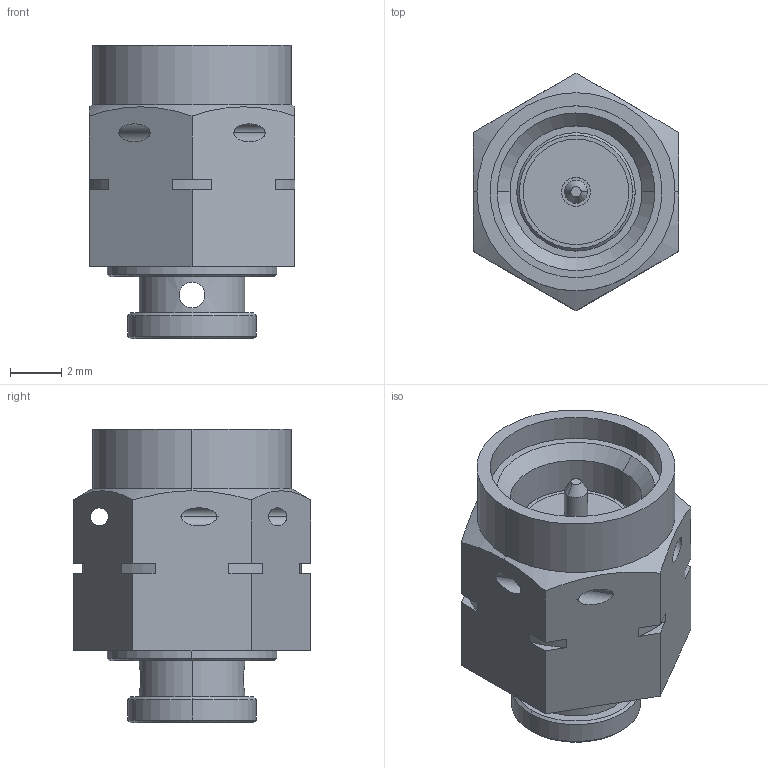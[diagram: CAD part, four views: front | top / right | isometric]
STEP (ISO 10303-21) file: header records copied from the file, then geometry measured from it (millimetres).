
FILE_DESCRIPTION (( 'STEP AP203' ), '1' );
FILE_NAME ('研-50-875瑞阅-01.STEP', '2020-03-05T02:44:50', ( '' ), ( '' ), 'SwSTEP 2.0', 'SolidWorks 2017', '' );
FILE_SCHEMA (( 'CONFIG_CONTROL_DESIGN' ));
Length unit declared in the file: millimetre
Products named in the file (1): 研-50-875瑞阅-01
Bounding box: 8 x 9.24 x 11.4 mm (x, y, z)
Volume: 385.1 mm3; surface area: 602.2 mm2
Topology: 1 solids, 1 shells, 96 faces, 227 edges, 143 vertices
Faces by surface type: cylinder 43, plane 31, cone 22
Entity records: 2930 total; most frequent: CARTESIAN_POINT 621, DIRECTION 475, ORIENTED_EDGE 450, EDGE_CURVE 225, AXIS2_PLACEMENT_3D 181, VERTEX_POINT 143, EDGE_LOOP 118, LINE 113
